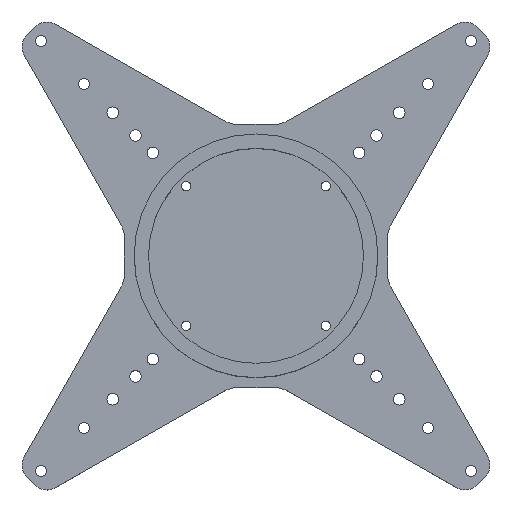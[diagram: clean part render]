
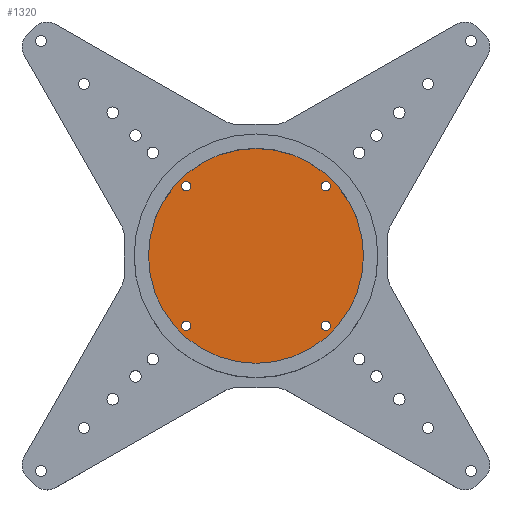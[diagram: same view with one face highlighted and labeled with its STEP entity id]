
A CAD part, top view. The second image highlights one B-rep face of the part: STEP entity #1320.
In plain terms, the highlighted planar face has unit normal (0, 0, 1).
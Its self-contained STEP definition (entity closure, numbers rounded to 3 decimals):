
#73=FACE_BOUND('',#271,.T.);
#74=FACE_BOUND('',#272,.T.);
#75=FACE_BOUND('',#273,.T.);
#76=FACE_BOUND('',#274,.T.);
#92=PLANE('',#1508);
#158=FACE_OUTER_BOUND('',#270,.T.);
#270=EDGE_LOOP('',(#1204));
#271=EDGE_LOOP('',(#1205));
#272=EDGE_LOOP('',(#1206));
#273=EDGE_LOOP('',(#1207));
#274=EDGE_LOOP('',(#1208));
#447=CIRCLE('',#1348,37.5);
#536=CIRCLE('',#1443,1.6);
#538=CIRCLE('',#1447,1.6);
#540=CIRCLE('',#1451,1.6);
#542=CIRCLE('',#1455,1.6);
#543=VERTEX_POINT('',#1935);
#656=VERTEX_POINT('',#2170);
#658=VERTEX_POINT('',#2178);
#660=VERTEX_POINT('',#2186);
#662=VERTEX_POINT('',#2194);
#663=EDGE_CURVE('',#543,#543,#447,.T.);
#780=EDGE_CURVE('',#656,#656,#536,.T.);
#784=EDGE_CURVE('',#658,#658,#538,.T.);
#788=EDGE_CURVE('',#660,#660,#540,.T.);
#792=EDGE_CURVE('',#662,#662,#542,.T.);
#1204=ORIENTED_EDGE('',*,*,#663,.T.);
#1205=ORIENTED_EDGE('',*,*,#792,.T.);
#1206=ORIENTED_EDGE('',*,*,#780,.T.);
#1207=ORIENTED_EDGE('',*,*,#784,.T.);
#1208=ORIENTED_EDGE('',*,*,#788,.T.);
#1320=ADVANCED_FACE('',(#158,#73,#74,#75,#76),#92,.T.);
#1348=AXIS2_PLACEMENT_3D('',#1936,#1518,#1519);
#1443=AXIS2_PLACEMENT_3D('',#2172,#1736,#1737);
#1447=AXIS2_PLACEMENT_3D('',#2180,#1746,#1747);
#1451=AXIS2_PLACEMENT_3D('',#2188,#1756,#1757);
#1455=AXIS2_PLACEMENT_3D('',#2196,#1766,#1767);
#1508=AXIS2_PLACEMENT_3D('',#2301,#1924,#1925);
#1518=DIRECTION('center_axis',(0.,0.,1.));
#1519=DIRECTION('ref_axis',(1.,0.,0.));
#1736=DIRECTION('center_axis',(0.,0.,-1.));
#1737=DIRECTION('ref_axis',(1.,0.,0.));
#1746=DIRECTION('center_axis',(0.,0.,-1.));
#1747=DIRECTION('ref_axis',(1.,0.,0.));
#1756=DIRECTION('center_axis',(0.,0.,-1.));
#1757=DIRECTION('ref_axis',(1.,0.,0.));
#1766=DIRECTION('center_axis',(0.,0.,-1.));
#1767=DIRECTION('ref_axis',(1.,0.,0.));
#1924=DIRECTION('center_axis',(0.,0.,1.));
#1925=DIRECTION('ref_axis',(1.,0.,0.));
#1935=CARTESIAN_POINT('',(2001.316,-62.869,5.));
#1936=CARTESIAN_POINT('Origin',(2038.816,-62.869,5.));
#2170=CARTESIAN_POINT('',(2061.611,-38.474,5.));
#2172=CARTESIAN_POINT('Origin',(2063.211,-38.474,5.));
#2178=CARTESIAN_POINT('',(2061.611,-87.264,5.));
#2180=CARTESIAN_POINT('Origin',(2063.211,-87.264,5.));
#2186=CARTESIAN_POINT('',(2012.821,-38.474,5.));
#2188=CARTESIAN_POINT('Origin',(2014.421,-38.474,5.));
#2194=CARTESIAN_POINT('',(2012.821,-87.264,5.));
#2196=CARTESIAN_POINT('Origin',(2014.421,-87.264,5.));
#2301=CARTESIAN_POINT('Origin',(2038.816,-62.869,5.));
